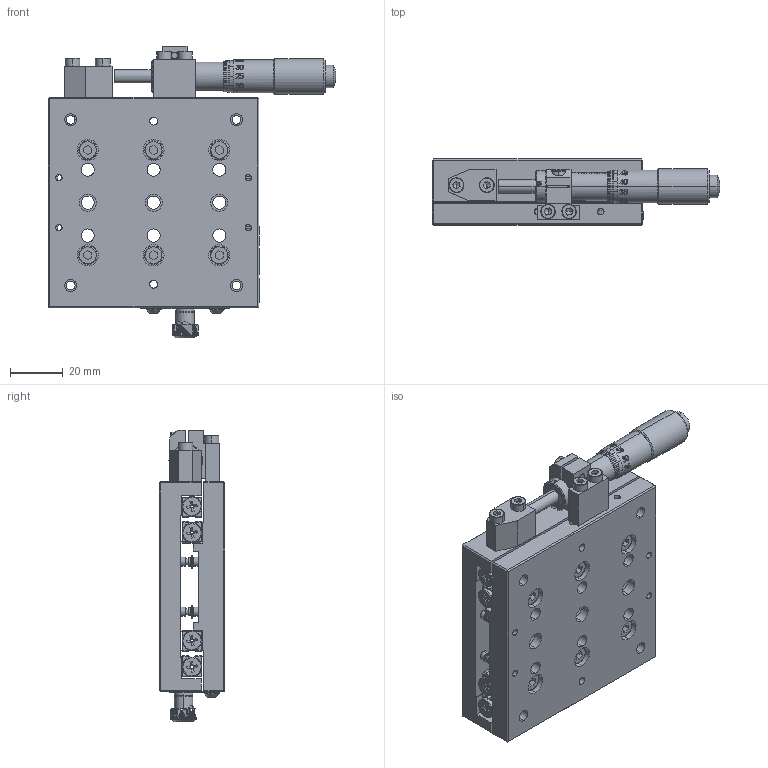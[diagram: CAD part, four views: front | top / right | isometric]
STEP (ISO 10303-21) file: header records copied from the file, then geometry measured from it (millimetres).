
FILE_DESCRIPTION (( 'STEP AP214' ), '1' );
FILE_NAME ('80台面高精度交叉滚柱轴承位移台.STEP', '2019-04-22T09:30:53', ( 'user' ), ( '微软中国' ), 'SwSTEP 2.0', 'SolidWorks 2016', '' );
FILE_SCHEMA (( 'AUTOMOTIVE_DESIGN' ));
Length unit declared in the file: millimetre
Products named in the file (1): 80台面高精度交叉滚柱轴承位移台
Bounding box: 109.2 x 25 x 110.9 mm (x, y, z)
Surface area: 49947.1 mm2 (no closed solid volume)
Topology: 0 solids, 76 shells, 1288 faces, 3953 edges, 2747 vertices
Faces by surface type: plane 688, cylinder 301, bspline 188, cone 111
Entity records: 63521 total; most frequent: CARTESIAN_POINT 30434, ORIENTED_EDGE 7064, DIRECTION 5764, EDGE_CURVE 3939, VERTEX_POINT 2747, AXIS2_PLACEMENT_3D 1933, LINE 1898, VECTOR 1898
